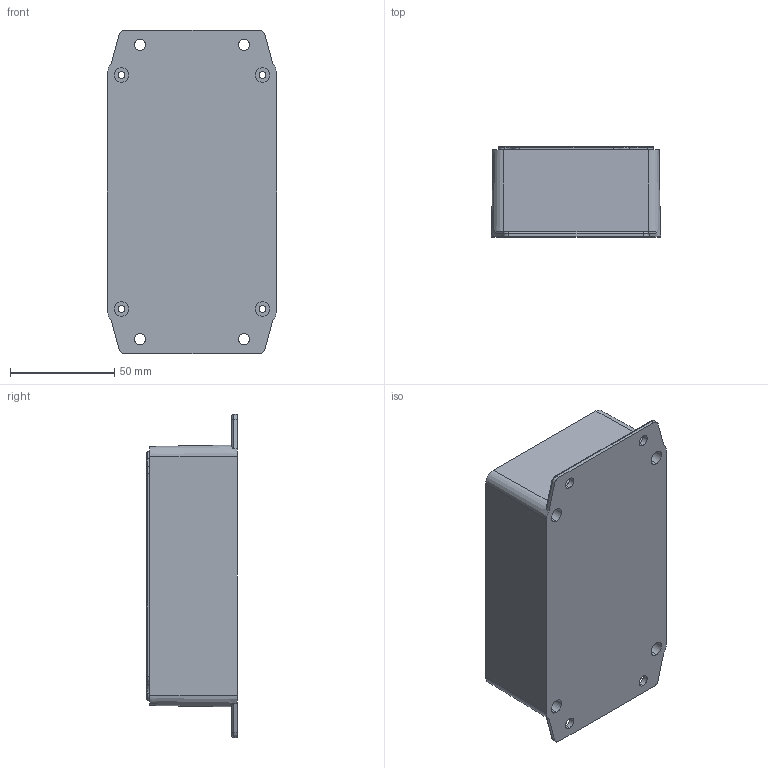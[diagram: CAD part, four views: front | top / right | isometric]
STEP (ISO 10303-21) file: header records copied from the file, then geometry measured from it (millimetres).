
FILE_DESCRIPTION(('FreeCAD Model'),'2;1');
FILE_NAME('Open CASCADE Shape Model','2025-09-08T11:49:55',(''),(''), 'Open CASCADE STEP processor 7.8','FreeCAD','Unknown');
FILE_SCHEMA(('AUTOMOTIVE_DESIGN { 1 0 10303 214 1 1 1 1 }'));
Length unit declared in the file: millimetre
Products named in the file (1): AN-14B_AN-14BF-01
Bounding box: 81.27 x 43.5 x 155.38 mm (x, y, z)
Volume: 100286.7 mm3; surface area: 62015.9 mm2
Topology: 1 solids, 1 shells, 286 faces, 668 edges, 394 vertices
Faces by surface type: cylinder 108, plane 56, torus 56, cone 38, bspline 20, revolution 8
Entity records: 9000 total; most frequent: CARTESIAN_POINT 2369, DIRECTION 1512, ORIENTED_EDGE 1320, EDGE_CURVE 660, AXIS2_PLACEMENT_3D 633, VERTEX_POINT 394, CIRCLE 374, FACE_BOUND 320
